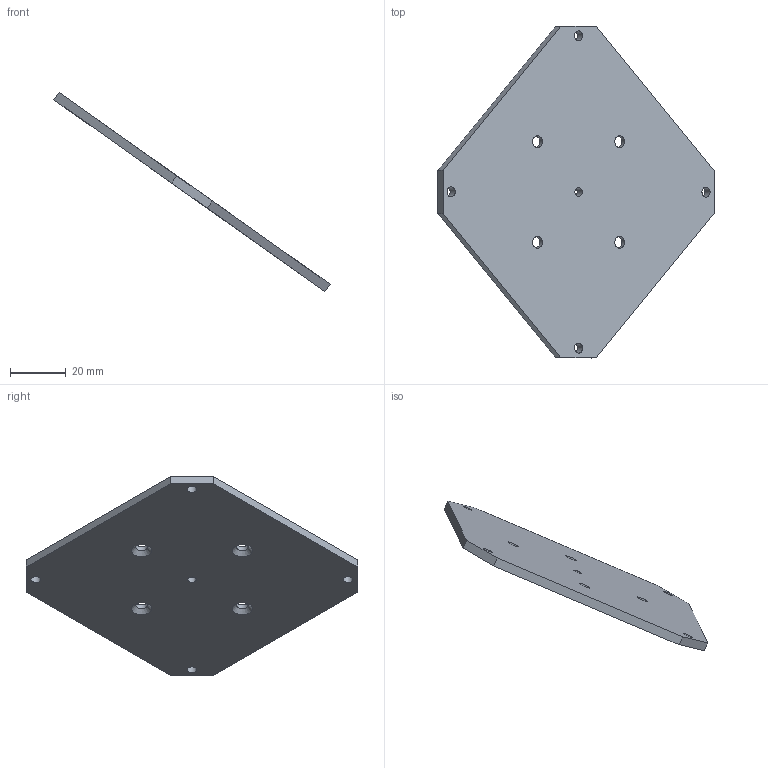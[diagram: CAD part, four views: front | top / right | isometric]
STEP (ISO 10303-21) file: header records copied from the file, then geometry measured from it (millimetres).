
FILE_DESCRIPTION(('HOOPS Exchange Step'),'2;1');
FILE_NAME('temp_export','2022-11-30T16:15:15-06:00',('jonat'),('Shapr3D Limited'),'HOOPS Exchange 2022.0','Shapr3D','Authorized');
FILE_SCHEMA( ('AUTOMOTIVE_DESIGN { 1 0 10303 214 1 1 1 1 }') );
Length unit declared in the file: millimetre
Products named in the file (2): Assy; root
Assembly tree (1 placements, depth 2):
  root
    Assy
Bounding box: 98.82 x 118.79 x 71.17 mm (x, y, z)
Volume: 27350 mm3; surface area: 18783.3 mm2
Topology: 1 solids, 1 shells, 23 faces, 75 edges, 54 vertices
Faces by surface type: plane 10, cylinder 9, cone 4
Full cylindrical faces by diameter (mm): 3.251 x1, 3.556 x4, 4.216 x4
Entity records: 942 total; most frequent: DIRECTION 163, CARTESIAN_POINT 154, ORIENTED_EDGE 150, EDGE_CURVE 75, AXIS2_PLACEMENT_3D 63, VERTEX_POINT 54, EDGE_LOOP 41, FACE_BOUND 41
